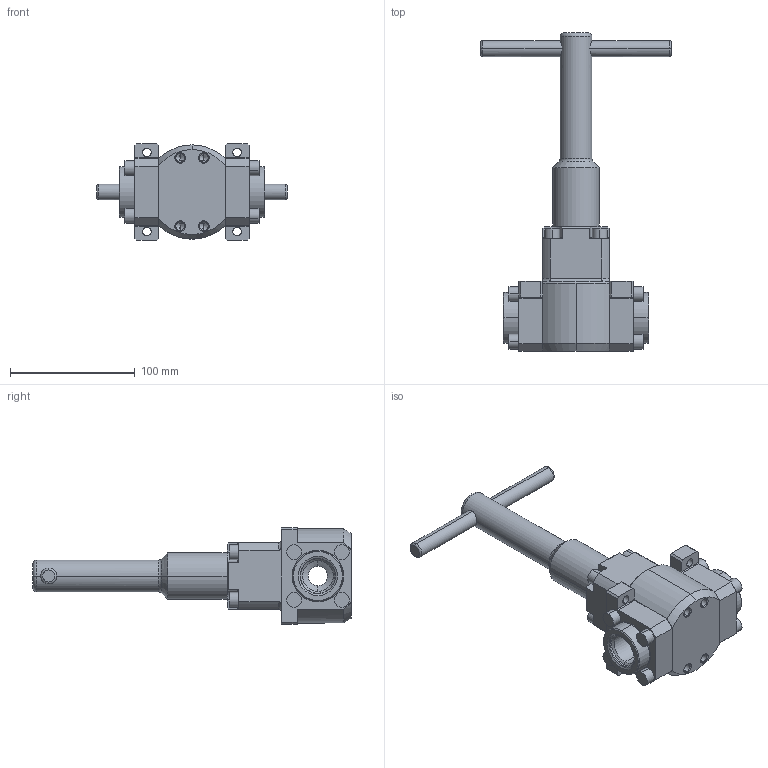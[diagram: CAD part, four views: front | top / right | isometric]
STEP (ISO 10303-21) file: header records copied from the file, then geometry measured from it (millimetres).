
FILE_DESCRIPTION (( 'STEP AP203' ), '1' );
FILE_NAME ('090350012.STEP', '2015-10-15T20:59:21', ( '' ), ( '' ), 'SwSTEP 2.0', 'SolidWorks 2015', '' );
FILE_SCHEMA (( 'CONFIG_CONTROL_DESIGN' ));
Length unit declared in the file: inch
Products named in the file (1): 090350012
Bounding box: 152.4 x 254.85 x 77.47 mm (x, y, z)
Volume: 564346.8 mm3; surface area: 73207.7 mm2
Topology: 1 solids, 1 shells, 264 faces, 628 edges, 378 vertices
Faces by surface type: cylinder 100, plane 89, cone 51, torus 24
Entity records: 8455 total; most frequent: CARTESIAN_POINT 2239, DIRECTION 1334, ORIENTED_EDGE 1240, EDGE_CURVE 620, AXIS2_PLACEMENT_3D 509, VERTEX_POINT 378, LINE 316, VECTOR 316
